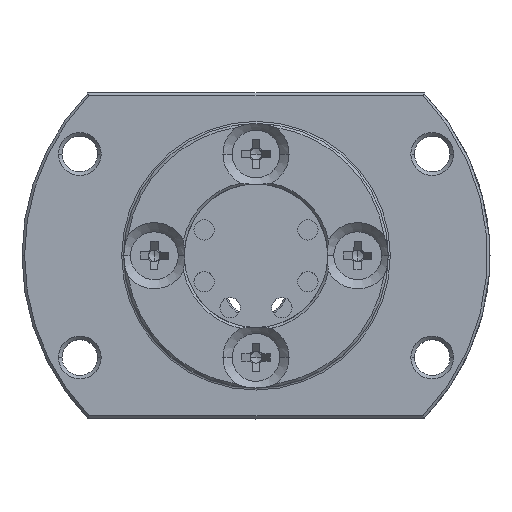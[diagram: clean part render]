
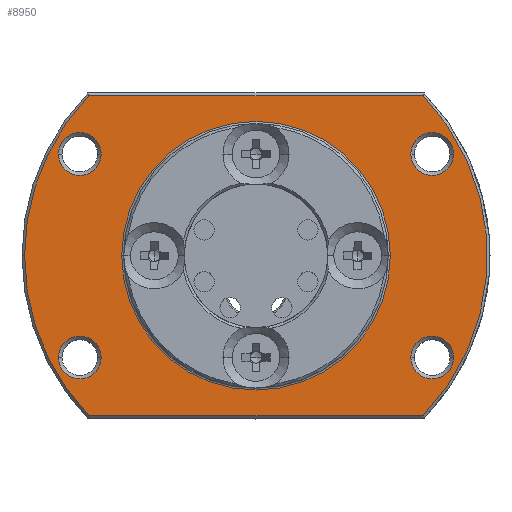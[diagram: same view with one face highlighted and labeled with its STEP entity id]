
A CAD part, top view. The second image highlights one B-rep face of the part: STEP entity #8950.
In plain terms, the highlighted planar face has unit normal (0, 0, 1).
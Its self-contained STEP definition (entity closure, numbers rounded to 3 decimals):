
#8 = VERTEX_POINT ( 'NONE', #4158 ) ;
#172 = CIRCLE ( 'NONE', #6692, 2.1 ) ;
#257 = CARTESIAN_POINT ( 'NONE',  ( 0., -15.75, 3. ) ) ;
#367 = CIRCLE ( 'NONE', #1869, 2.1 ) ;
#391 = VERTEX_POINT ( 'NONE', #10055 ) ;
#398 = CIRCLE ( 'NONE', #11430, 22.75 ) ;
#442 = EDGE_LOOP ( 'NONE', ( #5011, #3016 ) ) ;
#723 = EDGE_CURVE ( 'NONE', #5796, #10119, #4283, .T. ) ;
#833 = ORIENTED_EDGE ( 'NONE', *, *, #10573, .T. ) ;
#851 = DIRECTION ( 'NONE',  ( 1., 0., 0. ) ) ;
#872 = CARTESIAN_POINT ( 'NONE',  ( 0., 0., 3. ) ) ;
#877 = DIRECTION ( 'NONE',  ( 1., 0., 0. ) ) ;
#891 = DIRECTION ( 'NONE',  ( 1., 0., 0. ) ) ;
#931 = DIRECTION ( 'NONE',  ( 1., 0., 0. ) ) ;
#1045 = DIRECTION ( 'NONE',  ( 0., 0., 1. ) ) ;
#1191 = DIRECTION ( 'NONE',  ( 1., 0., 0. ) ) ;
#1239 = DIRECTION ( 'NONE',  ( 0., 0., 1. ) ) ;
#1359 = CIRCLE ( 'NONE', #6760, 13.2 ) ;
#1501 = DIRECTION ( 'NONE',  ( 1., 0., 0. ) ) ;
#1572 = VERTEX_POINT ( 'NONE', #9148 ) ;
#1594 = FACE_OUTER_BOUND ( 'NONE', #2116, .T. ) ;
#1598 = CARTESIAN_POINT ( 'NONE',  ( -16.416, 15.75, 3. ) ) ;
#1602 = VERTEX_POINT ( 'NONE', #3768 ) ;
#1682 = VERTEX_POINT ( 'NONE', #3873 ) ;
#1707 = DIRECTION ( 'NONE',  ( 1., 0., 0. ) ) ;
#1753 = CARTESIAN_POINT ( 'NONE',  ( -17.321, 10., 3. ) ) ;
#1869 = AXIS2_PLACEMENT_3D ( 'NONE', #6910, #3282, #6848 ) ;
#1933 = CIRCLE ( 'NONE', #10336, 2.1 ) ;
#1990 = VECTOR ( 'NONE', #11020, 1000. ) ;
#2116 = EDGE_LOOP ( 'NONE', ( #833, #2849, #8259, #8229, #10343 ) ) ;
#2135 = DIRECTION ( 'NONE',  ( 1., 0., 0. ) ) ;
#2248 = EDGE_CURVE ( 'NONE', #391, #6208, #3494, .T. ) ;
#2430 = CARTESIAN_POINT ( 'NONE',  ( 17.321, 10., 3. ) ) ;
#2473 = FACE_BOUND ( 'NONE', #6473, .T. ) ;
#2525 = CARTESIAN_POINT ( 'NONE',  ( 17.321, 10., 3. ) ) ;
#2730 = CARTESIAN_POINT ( 'NONE',  ( 0., 0., 3. ) ) ;
#2849 = ORIENTED_EDGE ( 'NONE', *, *, #5216, .T. ) ;
#3014 = VERTEX_POINT ( 'NONE', #8741 ) ;
#3016 = ORIENTED_EDGE ( 'NONE', *, *, #5695, .F. ) ;
#3089 = EDGE_CURVE ( 'NONE', #6208, #391, #1933, .T. ) ;
#3101 = CARTESIAN_POINT ( 'NONE',  ( 19.421, -10., 3. ) ) ;
#3282 = DIRECTION ( 'NONE',  ( 0., 0., 1. ) ) ;
#3427 = VERTEX_POINT ( 'NONE', #10252 ) ;
#3494 = CIRCLE ( 'NONE', #10601, 2.1 ) ;
#3572 = FACE_BOUND ( 'NONE', #10961, .T. ) ;
#3614 = CARTESIAN_POINT ( 'NONE',  ( 0., 0., 3. ) ) ;
#3768 = CARTESIAN_POINT ( 'NONE',  ( -15.221, 10., 3. ) ) ;
#3834 = EDGE_CURVE ( 'NONE', #3986, #3427, #1359, .T. ) ;
#3873 = CARTESIAN_POINT ( 'NONE',  ( 15.221, -10., 3. ) ) ;
#3972 = ORIENTED_EDGE ( 'NONE', *, *, #2248, .F. ) ;
#3986 = VERTEX_POINT ( 'NONE', #8775 ) ;
#4158 = CARTESIAN_POINT ( 'NONE',  ( -19.421, 10., 3. ) ) ;
#4213 = CARTESIAN_POINT ( 'NONE',  ( -22.75, 0., 3. ) ) ;
#4283 = CIRCLE ( 'NONE', #10655, 22.75 ) ;
#4374 = DIRECTION ( 'NONE',  ( 1., 0., 0. ) ) ;
#4417 = ORIENTED_EDGE ( 'NONE', *, *, #3834, .T. ) ;
#4481 = VERTEX_POINT ( 'NONE', #6439 ) ;
#4505 = AXIS2_PLACEMENT_3D ( 'NONE', #5343, #10645, #931 ) ;
#4621 = VERTEX_POINT ( 'NONE', #3101 ) ;
#4665 = CARTESIAN_POINT ( 'NONE',  ( 17.321, -10., 3. ) ) ;
#4679 = LINE ( 'NONE', #257, #1990 ) ;
#4799 = AXIS2_PLACEMENT_3D ( 'NONE', #1753, #1045, #7999 ) ;
#4951 = ORIENTED_EDGE ( 'NONE', *, *, #8254, .F. ) ;
#5011 = ORIENTED_EDGE ( 'NONE', *, *, #6220, .F. ) ;
#5045 = ORIENTED_EDGE ( 'NONE', *, *, #10985, .F. ) ;
#5072 = EDGE_CURVE ( 'NONE', #3427, #3986, #10050, .T. ) ;
#5081 = ORIENTED_EDGE ( 'NONE', *, *, #3089, .F. ) ;
#5131 = FACE_BOUND ( 'NONE', #10472, .T. ) ;
#5194 = PLANE ( 'NONE',  #9455 ) ;
#5216 = EDGE_CURVE ( 'NONE', #1572, #3014, #7236, .T. ) ;
#5343 = CARTESIAN_POINT ( 'NONE',  ( -17.321, -10., 3. ) ) ;
#5473 = ORIENTED_EDGE ( 'NONE', *, *, #8344, .F. ) ;
#5583 = DIRECTION ( 'NONE',  ( 0., 0., 1. ) ) ;
#5695 = EDGE_CURVE ( 'NONE', #8, #1602, #9303, .T. ) ;
#5796 = VERTEX_POINT ( 'NONE', #4213 ) ;
#6025 = ORIENTED_EDGE ( 'NONE', *, *, #5072, .T. ) ;
#6075 = DIRECTION ( 'NONE',  ( 0., 0., 1. ) ) ;
#6191 = CARTESIAN_POINT ( 'NONE',  ( 0., 0., 3. ) ) ;
#6208 = VERTEX_POINT ( 'NONE', #11300 ) ;
#6220 = EDGE_CURVE ( 'NONE', #1602, #8, #367, .T. ) ;
#6239 = CARTESIAN_POINT ( 'NONE',  ( -16.416, -15.75, 3. ) ) ;
#6439 = CARTESIAN_POINT ( 'NONE',  ( -19.421, -10., 3. ) ) ;
#6473 = EDGE_LOOP ( 'NONE', ( #6025, #4417 ) ) ;
#6480 = AXIS2_PLACEMENT_3D ( 'NONE', #6191, #7828, #1707 ) ;
#6692 = AXIS2_PLACEMENT_3D ( 'NONE', #4665, #1239, #1191 ) ;
#6760 = AXIS2_PLACEMENT_3D ( 'NONE', #8475, #10173, #7545 ) ;
#6848 = DIRECTION ( 'NONE',  ( 1., 0., 0. ) ) ;
#6910 = CARTESIAN_POINT ( 'NONE',  ( -17.321, 10., 3. ) ) ;
#7104 = EDGE_CURVE ( 'NONE', #4481, #8028, #9523, .T. ) ;
#7113 = AXIS2_PLACEMENT_3D ( 'NONE', #8391, #10040, #10969 ) ;
#7209 = DIRECTION ( 'NONE',  ( -1., 0., 0. ) ) ;
#7236 = CIRCLE ( 'NONE', #8930, 22.75 ) ;
#7281 = EDGE_LOOP ( 'NONE', ( #3972, #5081 ) ) ;
#7311 = EDGE_CURVE ( 'NONE', #3014, #10695, #7979, .T. ) ;
#7545 = DIRECTION ( 'NONE',  ( 1., 0., 0. ) ) ;
#7630 = DIRECTION ( 'NONE',  ( 0., 0., 1. ) ) ;
#7828 = DIRECTION ( 'NONE',  ( 0., 0., -1. ) ) ;
#7845 = FACE_BOUND ( 'NONE', #7281, .T. ) ;
#7979 = LINE ( 'NONE', #11559, #9928 ) ;
#7999 = DIRECTION ( 'NONE',  ( 1., 0., 0. ) ) ;
#8006 = DIRECTION ( 'NONE',  ( 1., 0., 0. ) ) ;
#8028 = VERTEX_POINT ( 'NONE', #10995 ) ;
#8229 = ORIENTED_EDGE ( 'NONE', *, *, #8236, .T. ) ;
#8236 = EDGE_CURVE ( 'NONE', #10695, #5796, #398, .T. ) ;
#8254 = EDGE_CURVE ( 'NONE', #8028, #4481, #9563, .T. ) ;
#8259 = ORIENTED_EDGE ( 'NONE', *, *, #7311, .T. ) ;
#8344 = EDGE_CURVE ( 'NONE', #4621, #1682, #11439, .T. ) ;
#8391 = CARTESIAN_POINT ( 'NONE',  ( -17.321, -10., 3. ) ) ;
#8475 = CARTESIAN_POINT ( 'NONE',  ( 0., 0., 3. ) ) ;
#8501 = ORIENTED_EDGE ( 'NONE', *, *, #7104, .F. ) ;
#8722 = FACE_BOUND ( 'NONE', #442, .T. ) ;
#8741 = CARTESIAN_POINT ( 'NONE',  ( 16.416, 15.75, 3. ) ) ;
#8775 = CARTESIAN_POINT ( 'NONE',  ( -13.2, 0., 3. ) ) ;
#8862 = DIRECTION ( 'NONE',  ( 0., 0., 1. ) ) ;
#8884 = DIRECTION ( 'NONE',  ( 0., 0., 1. ) ) ;
#8898 = DIRECTION ( 'NONE',  ( 0., 0., 1. ) ) ;
#8930 = AXIS2_PLACEMENT_3D ( 'NONE', #3614, #5583, #877 ) ;
#8950 = ADVANCED_FACE ( 'NONE', ( #2473, #1594, #5131, #8722, #7845, #3572 ), #5194, .T. ) ;
#9148 = CARTESIAN_POINT ( 'NONE',  ( 16.416, -15.75, 3. ) ) ;
#9303 = CIRCLE ( 'NONE', #4799, 2.1 ) ;
#9455 = AXIS2_PLACEMENT_3D ( 'NONE', #9792, #8898, #891 ) ;
#9523 = CIRCLE ( 'NONE', #7113, 2.1 ) ;
#9563 = CIRCLE ( 'NONE', #4505, 2.1 ) ;
#9792 = CARTESIAN_POINT ( 'NONE',  ( 0., 0., 3. ) ) ;
#9928 = VECTOR ( 'NONE', #7209, 1000. ) ;
#10040 = DIRECTION ( 'NONE',  ( 0., 0., 1. ) ) ;
#10050 = CIRCLE ( 'NONE', #6480, 13.2 ) ;
#10055 = CARTESIAN_POINT ( 'NONE',  ( 19.421, 10., 3. ) ) ;
#10119 = VERTEX_POINT ( 'NONE', #6239 ) ;
#10173 = DIRECTION ( 'NONE',  ( 0., 0., -1. ) ) ;
#10252 = CARTESIAN_POINT ( 'NONE',  ( 13.2, 0., 3. ) ) ;
#10336 = AXIS2_PLACEMENT_3D ( 'NONE', #2430, #8862, #851 ) ;
#10343 = ORIENTED_EDGE ( 'NONE', *, *, #723, .T. ) ;
#10472 = EDGE_LOOP ( 'NONE', ( #5473, #5045 ) ) ;
#10573 = EDGE_CURVE ( 'NONE', #10119, #1572, #4679, .T. ) ;
#10601 = AXIS2_PLACEMENT_3D ( 'NONE', #2525, #6075, #4374 ) ;
#10645 = DIRECTION ( 'NONE',  ( 0., 0., 1. ) ) ;
#10655 = AXIS2_PLACEMENT_3D ( 'NONE', #2730, #11442, #1501 ) ;
#10695 = VERTEX_POINT ( 'NONE', #1598 ) ;
#10961 = EDGE_LOOP ( 'NONE', ( #4951, #8501 ) ) ;
#10969 = DIRECTION ( 'NONE',  ( 1., 0., 0. ) ) ;
#10985 = EDGE_CURVE ( 'NONE', #1682, #4621, #172, .T. ) ;
#10995 = CARTESIAN_POINT ( 'NONE',  ( -15.221, -10., 3. ) ) ;
#11020 = DIRECTION ( 'NONE',  ( 1., 0., 0. ) ) ;
#11034 = CARTESIAN_POINT ( 'NONE',  ( 17.321, -10., 3. ) ) ;
#11243 = AXIS2_PLACEMENT_3D ( 'NONE', #11034, #7630, #2135 ) ;
#11300 = CARTESIAN_POINT ( 'NONE',  ( 15.221, 10., 3. ) ) ;
#11430 = AXIS2_PLACEMENT_3D ( 'NONE', #872, #8884, #8006 ) ;
#11439 = CIRCLE ( 'NONE', #11243, 2.1 ) ;
#11442 = DIRECTION ( 'NONE',  ( 0., 0., 1. ) ) ;
#11559 = CARTESIAN_POINT ( 'NONE',  ( 0., 15.75, 3. ) ) ;
